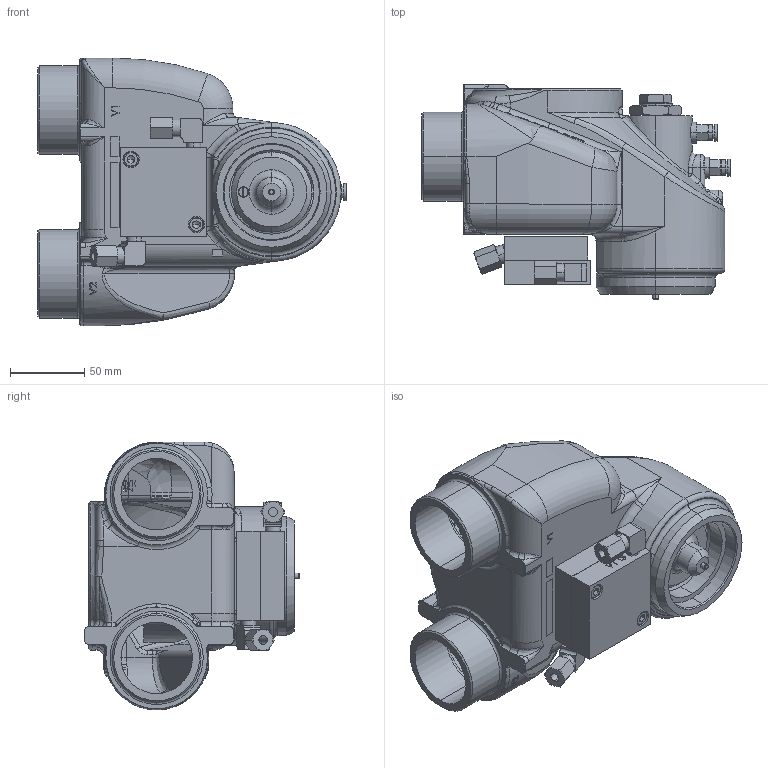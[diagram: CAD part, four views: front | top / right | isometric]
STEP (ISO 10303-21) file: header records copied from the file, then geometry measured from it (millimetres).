
FILE_DESCRIPTION (( 'STEP AP214' ), '1' );
FILE_NAME ('DKRSTP_19296.STEP', '2014-03-26T09:47:27', ( 'Admin2' ), ( '' ), 'SwSTEP 2.0', 'SolidWorks 2010', '' );
FILE_SCHEMA (( 'AUTOMOTIVE_DESIGN' ));
Length unit declared in the file: millimetre
Products named in the file (1): DKRSTP_19296
Bounding box: 207 x 144.5 x 180 mm (x, y, z)
Surface area: 174377.8 mm2 (no closed solid volume)
Topology: 0 solids, 36 shells, 875 faces, 2638 edges, 1731 vertices
Faces by surface type: plane 324, bspline 210, cylinder 182, cone 79, torus 65, sphere 15
Entity records: 51733 total; most frequent: CARTESIAN_POINT 20753, ORIENTED_EDGE 4416, DIRECTION 3931, EDGE_CURVE 2597, VERTEX_POINT 1730, AXIS2_PLACEMENT_3D 1396, VECTOR 1139, LINE 1139
